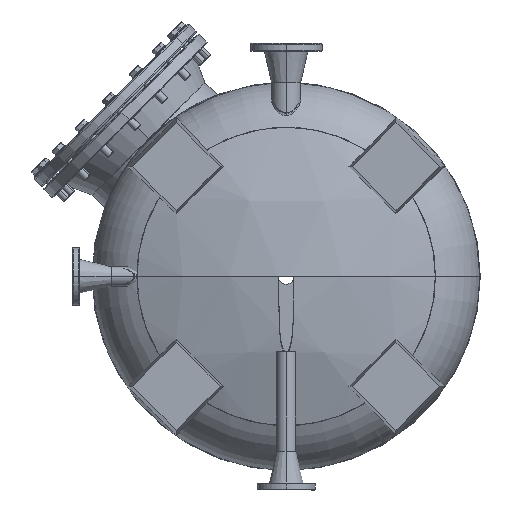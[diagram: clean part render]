
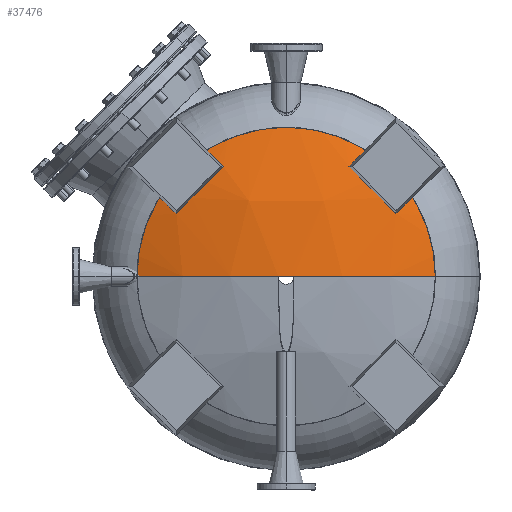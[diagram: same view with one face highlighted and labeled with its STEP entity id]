
A CAD part, front view. The second image highlights one B-rep face of the part: STEP entity #37476.
In plain terms, the highlighted spherical face has radius 1000 mm.
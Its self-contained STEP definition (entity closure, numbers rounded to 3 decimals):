
#15 = AXIS2_PLACEMENT_3D ( 'NONE', #4827, #42937, #5062 ) ;
#1172 = CARTESIAN_POINT ( 'NONE',  ( -18.413, -120.927, 106.875 ) ) ;
#1176 = DIRECTION ( 'NONE',  ( 1., 0., 0. ) ) ;
#1332 = ORIENTED_EDGE ( 'NONE', *, *, #12868, .F. ) ;
#1437 = DIRECTION ( 'NONE',  ( 0.707, 0.026, 0.707 ) ) ;
#1948 = VERTEX_POINT ( 'NONE', #15274 ) ;
#2521 = DIRECTION ( 'NONE',  ( -1., 0., 0. ) ) ;
#3208 = CIRCLE ( 'NONE', #15, 993.923 ) ;
#3475 = EDGE_CURVE ( 'NONE', #43735, #37869, #5542, .T. ) ;
#3753 = VERTEX_POINT ( 'NONE', #14518 ) ;
#4412 = DIRECTION ( 'NONE',  ( -0.707, 0., -0.707 ) ) ;
#4800 = AXIS2_PLACEMENT_3D ( 'NONE', #20406, #9182, #1176 ) ;
#4827 = CARTESIAN_POINT ( 'NONE',  ( -174.031, -120.927, -48.743 ) ) ;
#4993 = EDGE_CURVE ( 'NONE', #9309, #26677, #39109, .T. ) ;
#5013 = DIRECTION ( 'NONE',  ( 0.707, 0.026, -0.707 ) ) ;
#5062 = DIRECTION ( 'NONE',  ( -0.707, 0., 0.707 ) ) ;
#5372 = DIRECTION ( 'NONE',  ( -0.707, 0.026, 0.707 ) ) ;
#5542 = CIRCLE ( 'NONE', #18317, 993.923 ) ;
#6906 = ORIENTED_EDGE ( 'NONE', *, *, #13261, .F. ) ;
#7158 = CIRCLE ( 'NONE', #4800, 1000. ) ;
#8097 = DIRECTION ( 'NONE',  ( 1., 0., 0. ) ) ;
#9182 = DIRECTION ( 'NONE',  ( 0., 0., -1. ) ) ;
#9309 = VERTEX_POINT ( 'NONE', #47650 ) ;
#10454 = CIRCLE ( 'NONE', #35046, 993.923 ) ;
#10829 = DIRECTION ( 'NONE',  ( -0.707, 0., -0.707 ) ) ;
#11471 = FACE_OUTER_BOUND ( 'NONE', #26603, .T. ) ;
#11480 = EDGE_CURVE ( 'NONE', #37869, #26023, #38115, .T. ) ;
#11716 = ORIENTED_EDGE ( 'NONE', *, *, #43623, .F. ) ;
#12416 = CIRCLE ( 'NONE', #47351, 1000. ) ;
#12868 = EDGE_CURVE ( 'NONE', #20258, #18935, #7158, .T. ) ;
#13261 = EDGE_CURVE ( 'NONE', #3753, #1948, #40644, .T. ) ;
#13363 = ORIENTED_EDGE ( 'NONE', *, *, #15018, .F. ) ;
#13592 = SPHERICAL_SURFACE ( 'NONE', #28917, 1000. ) ;
#13610 = ORIENTED_EDGE ( 'NONE', *, *, #39503, .F. ) ;
#14330 = CARTESIAN_POINT ( 'NONE',  ( -18.413, -120.927, -48.743 ) ) ;
#14518 = CARTESIAN_POINT ( 'NONE',  ( -300.54, -1041.123, 354.924 ) ) ;
#15018 = EDGE_CURVE ( 'NONE', #1948, #38910, #43031, .T. ) ;
#15092 = CARTESIAN_POINT ( 'NONE',  ( 65.905, -1063.411, 311.909 ) ) ;
#15274 = CARTESIAN_POINT ( 'NONE',  ( 108.095, -1041.123, 354.924 ) ) ;
#16100 = CIRCLE ( 'NONE', #17669, 1000. ) ;
#17165 = EDGE_CURVE ( 'NONE', #18935, #37933, #12416, .T. ) ;
#17669 = AXIS2_PLACEMENT_3D ( 'NONE', #41686, #30007, #8097 ) ;
#18317 = AXIS2_PLACEMENT_3D ( 'NONE', #14330, #25048, #10829 ) ;
#18935 = VERTEX_POINT ( 'NONE', #22312 ) ;
#19444 = CARTESIAN_POINT ( 'NONE',  ( -96.222, -118.046, 29.066 ) ) ;
#19912 = DIRECTION ( 'NONE',  ( -0.707, 0.026, -0.707 ) ) ;
#20258 = VERTEX_POINT ( 'NONE', #33295 ) ;
#20406 = CARTESIAN_POINT ( 'NONE',  ( -96.222, -118.046, 29.066 ) ) ;
#20919 = ORIENTED_EDGE ( 'NONE', *, *, #3475, .F. ) ;
#21193 = ORIENTED_EDGE ( 'NONE', *, *, #17165, .F. ) ;
#21991 = DIRECTION ( 'NONE',  ( 0., 1., 0. ) ) ;
#22259 = AXIS2_PLACEMENT_3D ( 'NONE', #29420, #21991, #2521 ) ;
#22312 = CARTESIAN_POINT ( 'NONE',  ( -116.221, -1117.846, 29.066 ) ) ;
#22413 = ORIENTED_EDGE ( 'NONE', *, *, #11480, .F. ) ;
#22843 = CARTESIAN_POINT ( 'NONE',  ( 229.636, -1041.123, 233.384 ) ) ;
#23802 = EDGE_CURVE ( 'NONE', #25072, #9309, #3208, .T. ) ;
#24197 = DIRECTION ( 'NONE',  ( -0.707, 0., 0.707 ) ) ;
#25048 = DIRECTION ( 'NONE',  ( -0.707, 0.026, 0.707 ) ) ;
#25072 = VERTEX_POINT ( 'NONE', #29407 ) ;
#26023 = VERTEX_POINT ( 'NONE', #31962 ) ;
#26293 = ORIENTED_EDGE ( 'NONE', *, *, #23802, .F. ) ;
#26603 = EDGE_LOOP ( 'NONE', ( #1332, #41997, #22413, #20919, #13610, #13363, #6906, #27225, #47567, #26293, #11716, #21193 ) ) ;
#26677 = VERTEX_POINT ( 'NONE', #33437 ) ;
#27225 = ORIENTED_EDGE ( 'NONE', *, *, #29172, .F. ) ;
#27396 = AXIS2_PLACEMENT_3D ( 'NONE', #31328, #1437, #24197 ) ;
#28031 = CARTESIAN_POINT ( 'NONE',  ( -480.838, -1041.123, 29.066 ) ) ;
#28690 = DIRECTION ( 'NONE',  ( 0., 0., 1. ) ) ;
#28783 = CIRCLE ( 'NONE', #36695, 384.615 ) ;
#28917 = AXIS2_PLACEMENT_3D ( 'NONE', #47618, #28690, #29158 ) ;
#29158 = DIRECTION ( 'NONE',  ( -1., 0., 0. ) ) ;
#29172 = EDGE_CURVE ( 'NONE', #26677, #3753, #10454, .T. ) ;
#29407 = CARTESIAN_POINT ( 'NONE',  ( -422.08, -1041.123, 233.384 ) ) ;
#29420 = CARTESIAN_POINT ( 'NONE',  ( -96.222, -1041.123, 29.066 ) ) ;
#30007 = DIRECTION ( 'NONE',  ( 0., 0., 1. ) ) ;
#30832 = DIRECTION ( 'NONE',  ( 0., 0., -1. ) ) ;
#31017 = DIRECTION ( 'NONE',  ( -1., 0., 0. ) ) ;
#31328 = CARTESIAN_POINT ( 'NONE',  ( 108.618, -110.46, 233.906 ) ) ;
#31549 = DIRECTION ( 'NONE',  ( 0.707, 0., -0.707 ) ) ;
#31962 = CARTESIAN_POINT ( 'NONE',  ( 288.393, -1041.123, 29.066 ) ) ;
#32953 = CARTESIAN_POINT ( 'NONE',  ( -96.222, -1041.123, 29.066 ) ) ;
#33295 = CARTESIAN_POINT ( 'NONE',  ( -76.223, -1117.846, 29.066 ) ) ;
#33437 = CARTESIAN_POINT ( 'NONE',  ( -258.35, -1063.411, 311.909 ) ) ;
#33479 = AXIS2_PLACEMENT_3D ( 'NONE', #34891, #5013, #43601 ) ;
#34517 = DIRECTION ( 'NONE',  ( 0., 1., 0. ) ) ;
#34891 = CARTESIAN_POINT ( 'NONE',  ( -174.031, -120.927, 106.875 ) ) ;
#35046 = AXIS2_PLACEMENT_3D ( 'NONE', #1172, #19912, #31549 ) ;
#36695 = AXIS2_PLACEMENT_3D ( 'NONE', #32953, #43671, #39940 ) ;
#37476 = ADVANCED_FACE ( 'NONE', ( #11471 ), #13592, .T. ) ;
#37869 = VERTEX_POINT ( 'NONE', #22843 ) ;
#37933 = VERTEX_POINT ( 'NONE', #28031 ) ;
#38115 = CIRCLE ( 'NONE', #22259, 384.615 ) ;
#38483 = CARTESIAN_POINT ( 'NONE',  ( -96.222, -1041.123, 29.066 ) ) ;
#38910 = VERTEX_POINT ( 'NONE', #15092 ) ;
#39109 = CIRCLE ( 'NONE', #45465, 957.091 ) ;
#39241 = CARTESIAN_POINT ( 'NONE',  ( -301.062, -110.46, 233.906 ) ) ;
#39503 = EDGE_CURVE ( 'NONE', #38910, #43735, #45639, .T. ) ;
#39940 = DIRECTION ( 'NONE',  ( -1., 0., 0. ) ) ;
#40644 = CIRCLE ( 'NONE', #46202, 384.615 ) ;
#41686 = CARTESIAN_POINT ( 'NONE',  ( -96.222, -118.046, 29.066 ) ) ;
#41997 = ORIENTED_EDGE ( 'NONE', *, *, #44254, .T. ) ;
#42937 = DIRECTION ( 'NONE',  ( 0.707, 0.026, 0.707 ) ) ;
#43031 = CIRCLE ( 'NONE', #33479, 993.923 ) ;
#43601 = DIRECTION ( 'NONE',  ( 0.707, 0., 0.707 ) ) ;
#43623 = EDGE_CURVE ( 'NONE', #37933, #25072, #28783, .T. ) ;
#43671 = DIRECTION ( 'NONE',  ( 0., 1., 0. ) ) ;
#43735 = VERTEX_POINT ( 'NONE', #45099 ) ;
#44254 = EDGE_CURVE ( 'NONE', #20258, #26023, #16100, .T. ) ;
#45099 = CARTESIAN_POINT ( 'NONE',  ( 186.62, -1063.411, 191.194 ) ) ;
#45465 = AXIS2_PLACEMENT_3D ( 'NONE', #39241, #5372, #4412 ) ;
#45639 = CIRCLE ( 'NONE', #27396, 957.091 ) ;
#46202 = AXIS2_PLACEMENT_3D ( 'NONE', #38483, #34517, #31017 ) ;
#46287 = DIRECTION ( 'NONE',  ( -1., 0., 0. ) ) ;
#47351 = AXIS2_PLACEMENT_3D ( 'NONE', #19444, #30832, #46287 ) ;
#47567 = ORIENTED_EDGE ( 'NONE', *, *, #4993, .F. ) ;
#47618 = CARTESIAN_POINT ( 'NONE',  ( -96.222, -118.046, 29.066 ) ) ;
#47650 = CARTESIAN_POINT ( 'NONE',  ( -379.065, -1063.411, 191.194 ) ) ;
